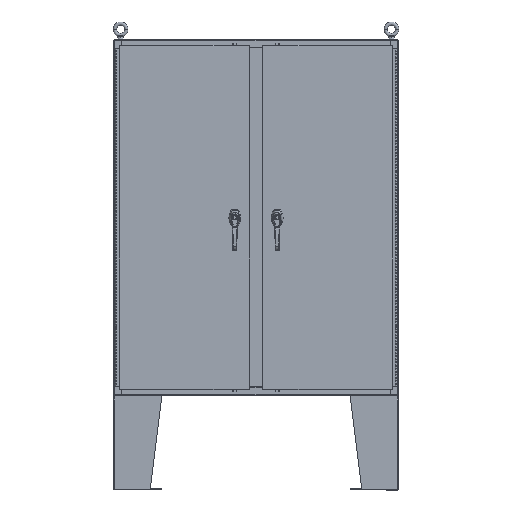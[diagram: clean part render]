
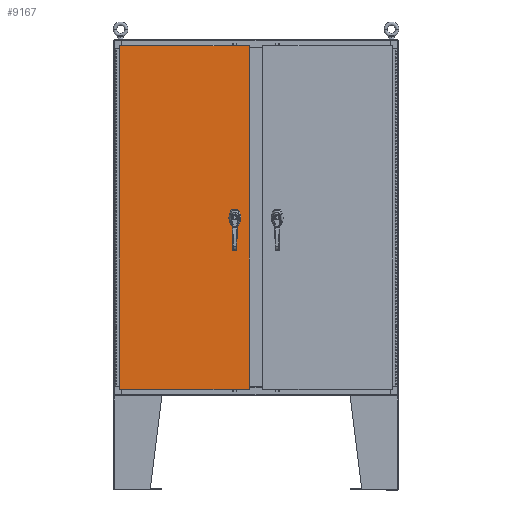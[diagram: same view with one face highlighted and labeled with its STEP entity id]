
A CAD part, top view. The second image highlights one B-rep face of the part: STEP entity #9167.
In plain terms, the highlighted planar face has unit normal (0, 0, 1).
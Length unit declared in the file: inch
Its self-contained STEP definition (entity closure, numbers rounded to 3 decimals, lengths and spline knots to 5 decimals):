
#1423 = EDGE_LOOP ( 'NONE', ( #46435, #70135 ) ) ;
#1512 = EDGE_CURVE ( 'NONE', #4554, #51669, #53827, .T. ) ;
#2609 = DIRECTION ( 'NONE',  ( 0., -1., 0. ) ) ;
#4134 = LINE ( 'NONE', #85227, #7776 ) ;
#4163 = EDGE_CURVE ( 'NONE', #67218, #118392, #53239, .T. ) ;
#4554 = VERTEX_POINT ( 'NONE', #80060 ) ;
#7776 = VECTOR ( 'NONE', #27950, 39.37008 ) ;
#9167 = ADVANCED_FACE ( 'NONE', ( #12214, #69806, #19456 ), #120133, .F. ) ;
#9797 = CIRCLE ( 'NONE', #46661, 0.45 ) ;
#12214 = FACE_BOUND ( 'NONE', #1423, .T. ) ;
#12902 = DIRECTION ( 'NONE',  ( 0., 0., 1. ) ) ;
#13101 = ORIENTED_EDGE ( 'NONE', *, *, #74051, .F. ) ;
#15095 = VECTOR ( 'NONE', #109290, 39.37008 ) ;
#15944 = VECTOR ( 'NONE', #2609, 39.37008 ) ;
#17485 = CARTESIAN_POINT ( 'NONE',  ( 0., 0.403, 0. ) ) ;
#17716 = VERTEX_POINT ( 'NONE', #20755 ) ;
#18507 = DIRECTION ( 'NONE',  ( 0., 0., 1. ) ) ;
#18985 = VERTEX_POINT ( 'NONE', #98058 ) ;
#19456 = FACE_BOUND ( 'NONE', #116928, .T. ) ;
#20755 = CARTESIAN_POINT ( 'NONE',  ( 8.9085, 0.20023, 0. ) ) ;
#23222 = CARTESIAN_POINT ( 'NONE',  ( 10.9178, 29.0182, 0. ) ) ;
#23986 = CARTESIAN_POINT ( 'NONE',  ( 8.334, -1.338, 0. ) ) ;
#24465 = AXIS2_PLACEMENT_3D ( 'NONE', #134875, #66287, #146387 ) ;
#27950 = DIRECTION ( 'NONE',  ( 0., -1., 0. ) ) ;
#29105 = CIRCLE ( 'NONE', #24465, 0.45 ) ;
#30097 = CARTESIAN_POINT ( 'NONE',  ( -10.9178, -29.0182, 0. ) ) ;
#30170 = CARTESIAN_POINT ( 'NONE',  ( 8.5055, 0., 0. ) ) ;
#32710 = EDGE_CURVE ( 'NONE', #102695, #65370, #146664, .T. ) ;
#32963 = VERTEX_POINT ( 'NONE', #39926 ) ;
#38104 = ORIENTED_EDGE ( 'NONE', *, *, #120311, .F. ) ;
#39926 = CARTESIAN_POINT ( 'NONE',  ( 8.9085, -0.20023, 0. ) ) ;
#40512 = EDGE_CURVE ( 'NONE', #145249, #71307, #55413, .T. ) ;
#41781 = DIRECTION ( 'NONE',  ( 1., 0., 0. ) ) ;
#44049 = EDGE_CURVE ( 'NONE', #72130, #145249, #106666, .T. ) ;
#45034 = ORIENTED_EDGE ( 'NONE', *, *, #54558, .T. ) ;
#45087 = CARTESIAN_POINT ( 'NONE',  ( 8.70573, -0.403, 0. ) ) ;
#45555 = CIRCLE ( 'NONE', #63119, 0.1715 ) ;
#46435 = ORIENTED_EDGE ( 'NONE', *, *, #64364, .F. ) ;
#46661 = AXIS2_PLACEMENT_3D ( 'NONE', #49225, #129335, #60773 ) ;
#47581 = DIRECTION ( 'NONE',  ( 0., 0., 1. ) ) ;
#49225 = CARTESIAN_POINT ( 'NONE',  ( 8.5055, 0., 0. ) ) ;
#51669 = VERTEX_POINT ( 'NONE', #30097 ) ;
#52090 = DIRECTION ( 'NONE',  ( 0., 0., -1. ) ) ;
#53239 = LINE ( 'NONE', #132131, #141023 ) ;
#53827 = LINE ( 'NONE', #83119, #15944 ) ;
#54558 = EDGE_CURVE ( 'NONE', #51669, #88443, #81612, .T. ) ;
#55413 = CIRCLE ( 'NONE', #100298, 0.45 ) ;
#58712 = CARTESIAN_POINT ( 'NONE',  ( -10.9178, -29.0182, 0. ) ) ;
#59630 = AXIS2_PLACEMENT_3D ( 'NONE', #97160, #52090, #132178 ) ;
#59847 = EDGE_CURVE ( 'NONE', #18985, #4554, #79060, .T. ) ;
#60557 = CARTESIAN_POINT ( 'NONE',  ( 8.30527, 0.403, 0. ) ) ;
#60773 = DIRECTION ( 'NONE',  ( 1., 0., 0. ) ) ;
#62451 = EDGE_CURVE ( 'NONE', #118392, #32963, #9797, .T. ) ;
#62594 = CARTESIAN_POINT ( 'NONE',  ( 10.9178, -29.0182, 0. ) ) ;
#63119 = AXIS2_PLACEMENT_3D ( 'NONE', #87344, #18507, #98799 ) ;
#64364 = EDGE_CURVE ( 'NONE', #65370, #102695, #45555, .T. ) ;
#65370 = VERTEX_POINT ( 'NONE', #111492 ) ;
#65399 = CARTESIAN_POINT ( 'NONE',  ( 10.9178, -29.0182, 0. ) ) ;
#65843 = ORIENTED_EDGE ( 'NONE', *, *, #4163, .F. ) ;
#66287 = DIRECTION ( 'NONE',  ( 0., 0., 1. ) ) ;
#67162 = ORIENTED_EDGE ( 'NONE', *, *, #131020, .T. ) ;
#67215 = VERTEX_POINT ( 'NONE', #131641 ) ;
#67218 = VERTEX_POINT ( 'NONE', #143166 ) ;
#69806 = FACE_OUTER_BOUND ( 'NONE', #103641, .T. ) ;
#69851 = ORIENTED_EDGE ( 'NONE', *, *, #40512, .F. ) ;
#70135 = ORIENTED_EDGE ( 'NONE', *, *, #32710, .F. ) ;
#71307 = VERTEX_POINT ( 'NONE', #131865 ) ;
#72130 = VERTEX_POINT ( 'NONE', #116604 ) ;
#73451 = LINE ( 'NONE', #108300, #127182 ) ;
#74051 = EDGE_CURVE ( 'NONE', #17716, #72130, #93009, .T. ) ;
#77843 = EDGE_CURVE ( 'NONE', #71307, #67215, #4134, .T. ) ;
#78023 = VECTOR ( 'NONE', #104244, 39.37008 ) ;
#79060 = LINE ( 'NONE', #23222, #105866 ) ;
#80060 = CARTESIAN_POINT ( 'NONE',  ( -10.9178, 29.0182, 0. ) ) ;
#81612 = LINE ( 'NONE', #58712, #78023 ) ;
#81789 = CARTESIAN_POINT ( 'NONE',  ( 8.5055, 0., 0. ) ) ;
#83119 = CARTESIAN_POINT ( 'NONE',  ( -10.9178, 29.0182, 0. ) ) ;
#83144 = AXIS2_PLACEMENT_3D ( 'NONE', #30170, #110390, #41781 ) ;
#85227 = CARTESIAN_POINT ( 'NONE',  ( 8.1025, 0., 0. ) ) ;
#87344 = CARTESIAN_POINT ( 'NONE',  ( 8.5055, -1.338, 0. ) ) ;
#88443 = VERTEX_POINT ( 'NONE', #62594 ) ;
#92505 = DIRECTION ( 'NONE',  ( -1., 0., 0. ) ) ;
#93009 = CIRCLE ( 'NONE', #83144, 0.45 ) ;
#93276 = DIRECTION ( 'NONE',  ( 1., 0., 0. ) ) ;
#97160 = CARTESIAN_POINT ( 'NONE',  ( 0., 0., 0. ) ) ;
#98058 = CARTESIAN_POINT ( 'NONE',  ( 10.9178, 29.0182, 0. ) ) ;
#98799 = DIRECTION ( 'NONE',  ( 1., 0., 0. ) ) ;
#100298 = AXIS2_PLACEMENT_3D ( 'NONE', #81789, #12902, #93276 ) ;
#102349 = EDGE_CURVE ( 'NONE', #17716, #32963, #73451, .T. ) ;
#102695 = VERTEX_POINT ( 'NONE', #23986 ) ;
#103029 = LINE ( 'NONE', #65399, #126324 ) ;
#103641 = EDGE_LOOP ( 'NONE', ( #45034, #67162, #116224, #145171 ) ) ;
#104244 = DIRECTION ( 'NONE',  ( 1., 0., 0. ) ) ;
#105866 = VECTOR ( 'NONE', #92505, 39.37008 ) ;
#106666 = LINE ( 'NONE', #17485, #15095 ) ;
#108300 = CARTESIAN_POINT ( 'NONE',  ( 8.9085, 0., 0. ) ) ;
#109290 = DIRECTION ( 'NONE',  ( -1., 0., 0. ) ) ;
#110390 = DIRECTION ( 'NONE',  ( 0., 0., 1. ) ) ;
#111492 = CARTESIAN_POINT ( 'NONE',  ( 8.677, -1.338, 0. ) ) ;
#114179 = ORIENTED_EDGE ( 'NONE', *, *, #44049, .F. ) ;
#116141 = CARTESIAN_POINT ( 'NONE',  ( 8.5055, -1.338, 0. ) ) ;
#116224 = ORIENTED_EDGE ( 'NONE', *, *, #59847, .T. ) ;
#116604 = CARTESIAN_POINT ( 'NONE',  ( 8.70573, 0.403, 0. ) ) ;
#116928 = EDGE_LOOP ( 'NONE', ( #132628, #141772, #65843, #38104, #146729, #69851, #114179, #13101 ) ) ;
#118392 = VERTEX_POINT ( 'NONE', #45087 ) ;
#119784 = DIRECTION ( 'NONE',  ( 0., -1., 0. ) ) ;
#120133 = PLANE ( 'NONE',  #59630 ) ;
#120311 = EDGE_CURVE ( 'NONE', #67215, #67218, #29105, .T. ) ;
#120594 = DIRECTION ( 'NONE',  ( 1., 0., 0. ) ) ;
#126324 = VECTOR ( 'NONE', #145513, 39.37008 ) ;
#127182 = VECTOR ( 'NONE', #119784, 39.37008 ) ;
#127707 = DIRECTION ( 'NONE',  ( 1., 0., 0. ) ) ;
#129335 = DIRECTION ( 'NONE',  ( 0., 0., 1. ) ) ;
#131020 = EDGE_CURVE ( 'NONE', #88443, #18985, #103029, .T. ) ;
#131641 = CARTESIAN_POINT ( 'NONE',  ( 8.1025, -0.20023, 0. ) ) ;
#131865 = CARTESIAN_POINT ( 'NONE',  ( 8.1025, 0.20023, 0. ) ) ;
#132131 = CARTESIAN_POINT ( 'NONE',  ( 0., -0.403, 0. ) ) ;
#132178 = DIRECTION ( 'NONE',  ( -1., 0., 0. ) ) ;
#132628 = ORIENTED_EDGE ( 'NONE', *, *, #102349, .T. ) ;
#134875 = CARTESIAN_POINT ( 'NONE',  ( 8.5055, 0., 0. ) ) ;
#141023 = VECTOR ( 'NONE', #120594, 39.37008 ) ;
#141772 = ORIENTED_EDGE ( 'NONE', *, *, #62451, .F. ) ;
#143166 = CARTESIAN_POINT ( 'NONE',  ( 8.30527, -0.403, 0. ) ) ;
#144854 = AXIS2_PLACEMENT_3D ( 'NONE', #116141, #47581, #127707 ) ;
#145171 = ORIENTED_EDGE ( 'NONE', *, *, #1512, .T. ) ;
#145249 = VERTEX_POINT ( 'NONE', #60557 ) ;
#145513 = DIRECTION ( 'NONE',  ( 0., 1., 0. ) ) ;
#146387 = DIRECTION ( 'NONE',  ( 1., 0., 0. ) ) ;
#146664 = CIRCLE ( 'NONE', #144854, 0.1715 ) ;
#146729 = ORIENTED_EDGE ( 'NONE', *, *, #77843, .F. ) ;
